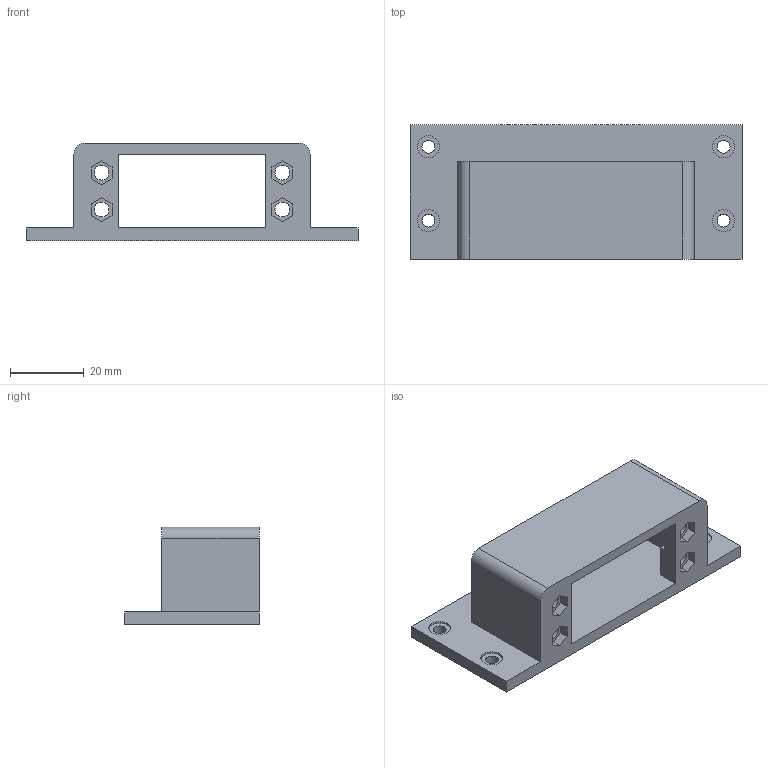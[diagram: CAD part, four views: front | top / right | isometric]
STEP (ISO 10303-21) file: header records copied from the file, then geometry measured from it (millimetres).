
FILE_DESCRIPTION(('STEP AP214'), '1');
FILE_NAME('Êðîíøòåéí ñåðâî ñòàíèíà', '', ('UNSPECIFIED'), ('UNSPECIFIED'), 'C3D Converter', 'C3D Toolkit', '');
FILE_SCHEMA(('AUTOMOTIVE_DESIGN { 1 0 10303 214 3 1 1}'));
Length unit declared in the file: millimetre
Bounding box: 90 x 36.5 x 26.5 mm (x, y, z)
Volume: 21158.7 mm3; surface area: 14268.8 mm2
Topology: 1 solids, 1 shells, 71 faces, 186 edges, 124 vertices
Faces by surface type: plane 57, cylinder 14
Full cylindrical faces by diameter (mm): 3.5 x4, 4 x4, 6 x4
Entity records: 2752 total; most frequent: CARTESIAN_POINT 370, ORIENTED_EDGE 348, DIRECTION 346, EDGE_CURVE 174, LINE 146, VECTOR 146, VERTEX_POINT 124, EDGE_LOOP 108
